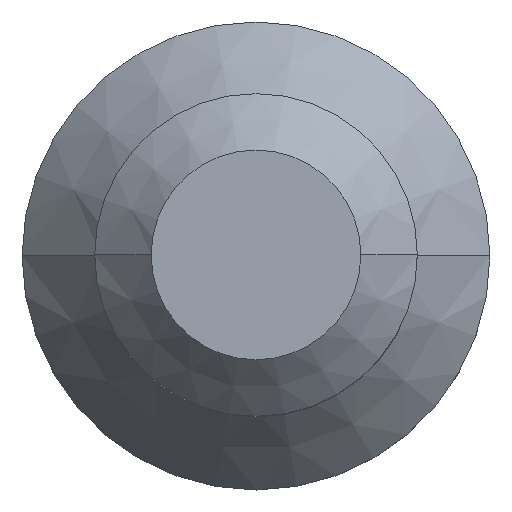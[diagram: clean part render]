
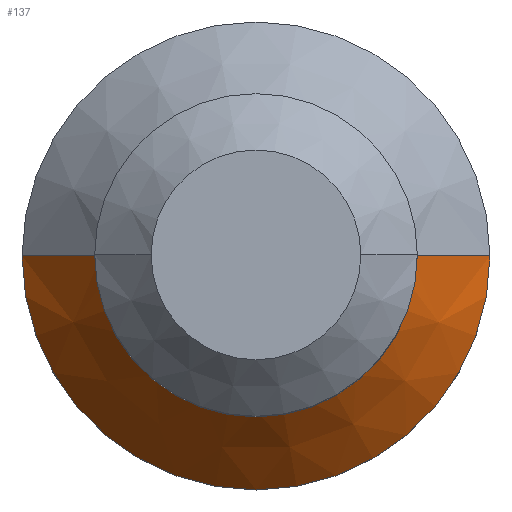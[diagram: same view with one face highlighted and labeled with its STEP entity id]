
A CAD part, top view. The second image highlights one B-rep face of the part: STEP entity #137.
In plain terms, the highlighted conical face has half-angle 40 degrees and reference radius 2.411 mm.
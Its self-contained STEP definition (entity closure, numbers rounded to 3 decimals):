
#76=CONICAL_SURFACE('',#549,2.411,40.);
#85=LINE('',#785,#109);
#86=LINE('',#786,#110);
#109=VECTOR('',#643,1.);
#110=VECTOR('',#644,1.);
#137=ADVANCED_FACE('',(#169),#76,.T.);
#169=FACE_OUTER_BOUND('',#198,.T.);
#198=EDGE_LOOP('',(#257,#258,#259,#260));
#257=ORIENTED_EDGE('',*,*,#417,.T.);
#258=ORIENTED_EDGE('',*,*,#421,.F.);
#259=ORIENTED_EDGE('',*,*,#423,.F.);
#260=ORIENTED_EDGE('',*,*,#422,.T.);
#367=VERTEX_POINT('',#775);
#368=VERTEX_POINT('',#777);
#369=VERTEX_POINT('',#783);
#370=VERTEX_POINT('',#784);
#417=EDGE_CURVE('',#368,#367,#481,.T.);
#421=EDGE_CURVE('',#370,#367,#85,.T.);
#422=EDGE_CURVE('',#369,#368,#86,.T.);
#423=EDGE_CURVE('',#369,#370,#485,.T.);
#481=CIRCLE('',#541,1.922);
#485=CIRCLE('',#548,2.9);
#541=AXIS2_PLACEMENT_3D('',#776,#631,#632);
#548=AXIS2_PLACEMENT_3D('',#788,#647,#648);
#549=AXIS2_PLACEMENT_3D('',#789,#649,#650);
#631=DIRECTION('',(0.,0.,-1.));
#632=DIRECTION('',(1.,0.,0.));
#643=DIRECTION('',(0.643,0.,0.766));
#644=DIRECTION('',(-0.643,0.,0.766));
#647=DIRECTION('',(0.,0.,-1.));
#648=DIRECTION('',(1.,0.,0.));
#649=DIRECTION('',(0.,0.,-1.));
#650=DIRECTION('',(-1.,0.,0.));
#775=CARTESIAN_POINT('',(-1.922,0.,2.765));
#776=CARTESIAN_POINT('',(0.,0.,2.765));
#777=CARTESIAN_POINT('',(1.922,0.,2.765));
#783=CARTESIAN_POINT('',(2.9,0.,1.6));
#784=CARTESIAN_POINT('',(-2.9,0.,1.6));
#785=CARTESIAN_POINT('',(-1.922,0.,2.765));
#786=CARTESIAN_POINT('',(1.922,0.,2.765));
#788=CARTESIAN_POINT('',(0.,0.,1.6));
#789=CARTESIAN_POINT('',(0.,0.,2.183));
